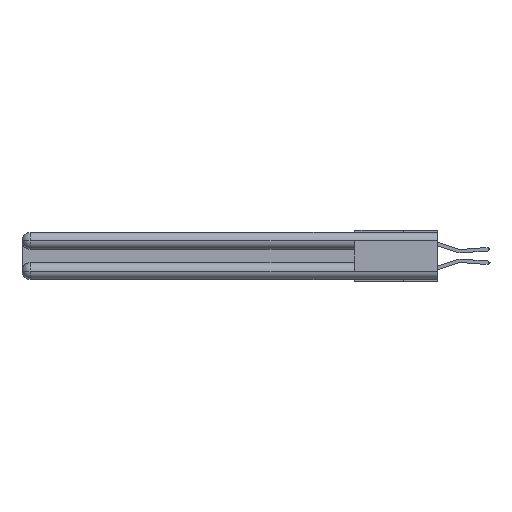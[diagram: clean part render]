
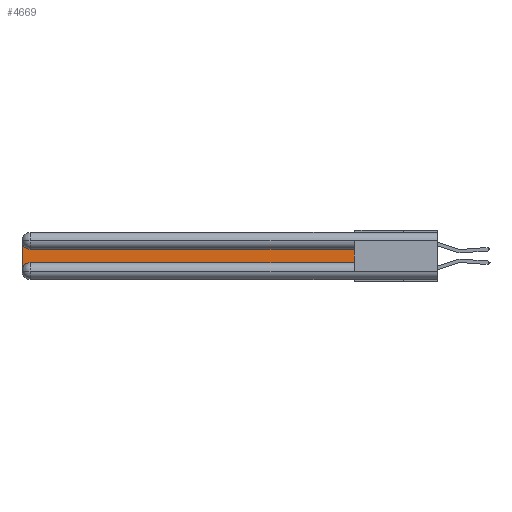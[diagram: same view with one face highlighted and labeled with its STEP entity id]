
A CAD part, left-side view. The second image highlights one B-rep face of the part: STEP entity #4669.
In plain terms, the highlighted planar face has unit normal (-1, 0, 0).
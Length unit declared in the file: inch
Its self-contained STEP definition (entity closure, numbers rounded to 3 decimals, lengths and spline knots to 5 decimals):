
#196 = DIRECTION ( 'NONE',  ( 1., 0., 0. ) ) ;
#230 = EDGE_CURVE ( 'NONE', #22432, #5995, #3395, .T. ) ;
#236 = VECTOR ( 'NONE', #19001, 39.37008 ) ;
#1590 = DIRECTION ( 'NONE',  ( 1., 0., 0. ) ) ;
#1998 = LINE ( 'NONE', #10764, #236 ) ;
#2623 = CARTESIAN_POINT ( 'NONE',  ( 0.075, 0.6, -0.2175 ) ) ;
#3240 = AXIS2_PLACEMENT_3D ( 'NONE', #33664, #196, #28314 ) ;
#3395 = CIRCLE ( 'NONE', #3240, 0.06 ) ;
#3485 = CARTESIAN_POINT ( 'NONE',  ( 0.075, 2.94, -0.1225 ) ) ;
#3523 = ORIENTED_EDGE ( 'NONE', *, *, #25298, .T. ) ;
#4086 = CARTESIAN_POINT ( 'NONE',  ( 0.075, 0.6, -0.1225 ) ) ;
#4090 = VERTEX_POINT ( 'NONE', #9826 ) ;
#4669 = ADVANCED_FACE ( 'NONE', ( #18110 ), #34705, .F. ) ;
#4812 = CARTESIAN_POINT ( 'NONE',  ( 0.075, 3., -0.2175 ) ) ;
#5444 = CARTESIAN_POINT ( 'NONE',  ( 0.075, 0.6, -0.1225 ) ) ;
#5995 = VERTEX_POINT ( 'NONE', #29866 ) ;
#6222 = VERTEX_POINT ( 'NONE', #4086 ) ;
#7079 = CARTESIAN_POINT ( 'NONE',  ( 0.075, 3., -0.1225 ) ) ;
#8478 = DIRECTION ( 'NONE',  ( 0., 1., 0. ) ) ;
#8729 = AXIS2_PLACEMENT_3D ( 'NONE', #13820, #16601, #16368 ) ;
#9308 = VECTOR ( 'NONE', #28589, 39.37008 ) ;
#9826 = CARTESIAN_POINT ( 'NONE',  ( 0.075, 2.94, -0.2175 ) ) ;
#10764 = CARTESIAN_POINT ( 'NONE',  ( 0.075, 0.6, -0.2175 ) ) ;
#10985 = AXIS2_PLACEMENT_3D ( 'NONE', #7079, #1590, #34812 ) ;
#12702 = LINE ( 'NONE', #4812, #19189 ) ;
#13220 = DIRECTION ( 'NONE',  ( 0., 0., -1. ) ) ;
#13820 = CARTESIAN_POINT ( 'NONE',  ( 0.075, 2.94, -0.2775 ) ) ;
#14076 = LINE ( 'NONE', #20384, #9308 ) ;
#15168 = EDGE_CURVE ( 'NONE', #4090, #17566, #1998, .T. ) ;
#15872 = ORIENTED_EDGE ( 'NONE', *, *, #16631, .T. ) ;
#16368 = DIRECTION ( 'NONE',  ( 0., 0., -1. ) ) ;
#16601 = DIRECTION ( 'NONE',  ( 1., 0., 0. ) ) ;
#16631 = EDGE_CURVE ( 'NONE', #5995, #24929, #12702, .T. ) ;
#17271 = ORIENTED_EDGE ( 'NONE', *, *, #230, .T. ) ;
#17566 = VERTEX_POINT ( 'NONE', #2623 ) ;
#17870 = ORIENTED_EDGE ( 'NONE', *, *, #15168, .T. ) ;
#18110 = FACE_OUTER_BOUND ( 'NONE', #31396, .T. ) ;
#19001 = DIRECTION ( 'NONE',  ( 0., -1., 0. ) ) ;
#19189 = VECTOR ( 'NONE', #13220, 39.37008 ) ;
#19192 = LINE ( 'NONE', #5444, #20967 ) ;
#20384 = CARTESIAN_POINT ( 'NONE',  ( 0.075, 0.6, -0.2175 ) ) ;
#20967 = VECTOR ( 'NONE', #8478, 39.37008 ) ;
#22432 = VERTEX_POINT ( 'NONE', #3485 ) ;
#23119 = EDGE_CURVE ( 'NONE', #24929, #4090, #24214, .T. ) ;
#23413 = CARTESIAN_POINT ( 'NONE',  ( 0.075, 3., -0.2775 ) ) ;
#24214 = CIRCLE ( 'NONE', #8729, 0.06 ) ;
#24929 = VERTEX_POINT ( 'NONE', #23413 ) ;
#25298 = EDGE_CURVE ( 'NONE', #17566, #6222, #14076, .T. ) ;
#27663 = ORIENTED_EDGE ( 'NONE', *, *, #23119, .T. ) ;
#28314 = DIRECTION ( 'NONE',  ( 0., 0., -1. ) ) ;
#28589 = DIRECTION ( 'NONE',  ( 0., 0., 1. ) ) ;
#29201 = ORIENTED_EDGE ( 'NONE', *, *, #31497, .T. ) ;
#29866 = CARTESIAN_POINT ( 'NONE',  ( 0.075, 3., -0.0625 ) ) ;
#31396 = EDGE_LOOP ( 'NONE', ( #29201, #17271, #15872, #27663, #17870, #3523 ) ) ;
#31497 = EDGE_CURVE ( 'NONE', #6222, #22432, #19192, .T. ) ;
#33664 = CARTESIAN_POINT ( 'NONE',  ( 0.075, 2.94, -0.0625 ) ) ;
#34705 = PLANE ( 'NONE',  #10985 ) ;
#34812 = DIRECTION ( 'NONE',  ( 0., 0., -1. ) ) ;
